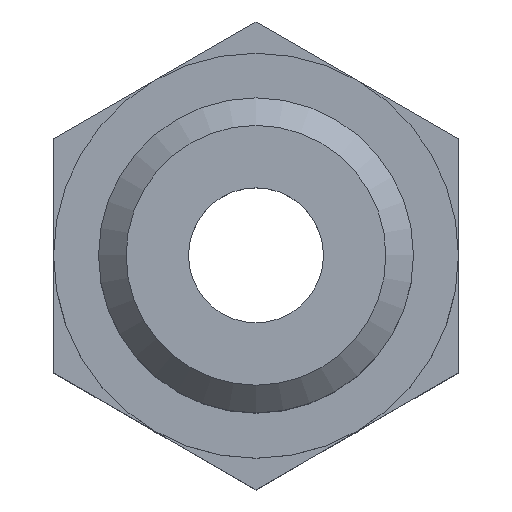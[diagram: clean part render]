
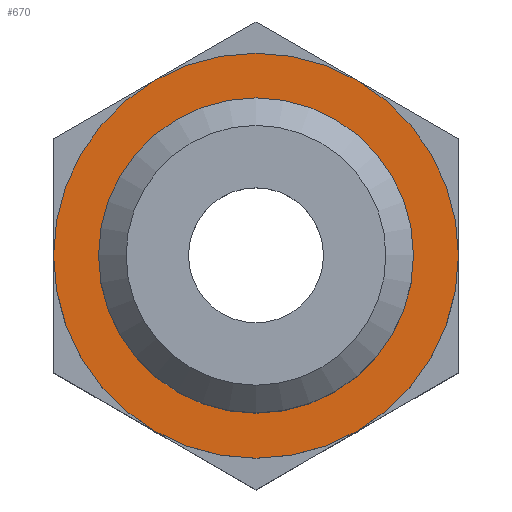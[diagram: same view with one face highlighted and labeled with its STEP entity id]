
A CAD part, top view. The second image highlights one B-rep face of the part: STEP entity #670.
In plain terms, the highlighted planar face has unit normal (0, 0, 1).
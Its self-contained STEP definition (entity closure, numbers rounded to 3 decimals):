
#109=PLANE('',#750);
#146=CIRCLE('',#749,3.5);
#147=CIRCLE('',#751,4.5);
#245=ORIENTED_EDGE('',*,*,#386,.F.);
#246=ORIENTED_EDGE('',*,*,#387,.T.);
#386=EDGE_CURVE('',#462,#462,#146,.T.);
#387=EDGE_CURVE('',#463,#463,#147,.T.);
#462=VERTEX_POINT('',#1137);
#463=VERTEX_POINT('',#1140);
#538=EDGE_LOOP('',(#245));
#539=EDGE_LOOP('',(#246));
#604=FACE_BOUND('',#538,.T.);
#605=FACE_BOUND('',#539,.T.);
#670=ADVANCED_FACE('',(#604,#605),#109,.F.);
#749=AXIS2_PLACEMENT_3D('',#1136,#893,#894);
#750=AXIS2_PLACEMENT_3D('',#1138,#895,#896);
#751=AXIS2_PLACEMENT_3D('',#1139,#897,#898);
#893=DIRECTION('',(0.,0.,1.));
#894=DIRECTION('',(1.,0.,0.));
#895=DIRECTION('',(0.,0.,-1.));
#896=DIRECTION('',(-1.,0.,0.));
#897=DIRECTION('',(0.,0.,1.));
#898=DIRECTION('',(1.,0.,0.));
#1136=CARTESIAN_POINT('',(0.,0.,0.));
#1137=CARTESIAN_POINT('',(3.5,0.,0.));
#1138=CARTESIAN_POINT('',(4.5,0.,0.));
#1139=CARTESIAN_POINT('',(0.,0.,0.));
#1140=CARTESIAN_POINT('',(4.5,0.,0.));
